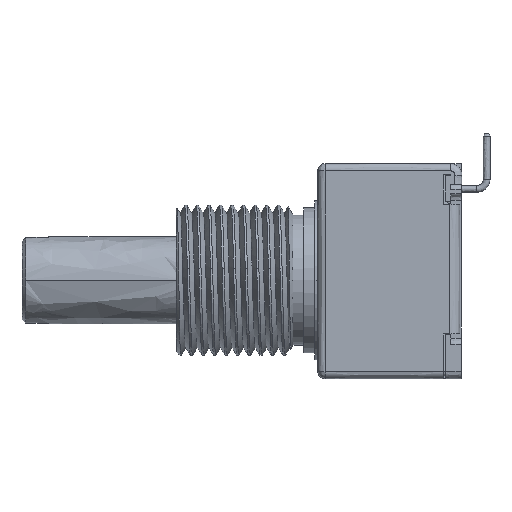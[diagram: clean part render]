
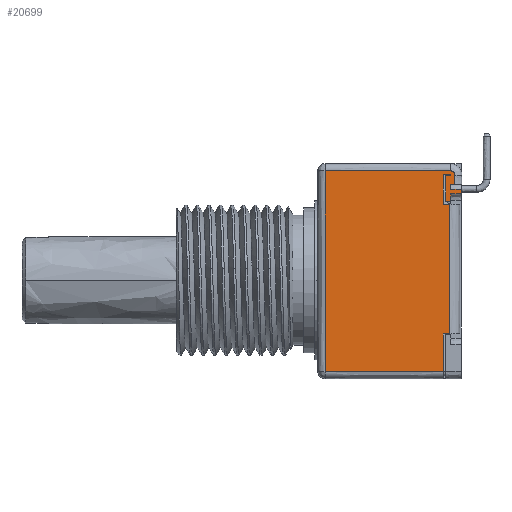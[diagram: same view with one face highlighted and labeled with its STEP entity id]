
A CAD part, left-side view. The second image highlights one B-rep face of the part: STEP entity #20699.
In plain terms, the highlighted free-form (B-spline) face has degree [1, 1] with [2, 2] control points.
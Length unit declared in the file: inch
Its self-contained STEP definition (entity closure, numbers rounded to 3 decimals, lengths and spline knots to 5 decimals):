
#939=DIRECTION('',(0.,0.,1.));
#940=VECTOR('',#939,0.012);
#941=CARTESIAN_POINT('',(-0.2805,-0.006,0.233));
#942=LINE('',#941,#940);
#6122=DIRECTION('',(0.,1.,0.));
#6123=VECTOR('',#6122,0.01031);
#6124=CARTESIAN_POINT('',(-0.2805,0.01169,0.2585));
#6125=LINE('',#6124,#6123);
#6129=DIRECTION('',(0.,0.,1.));
#6130=VECTOR('',#6129,0.0135);
#6131=CARTESIAN_POINT('',(-0.2805,0.022,0.245));
#6132=LINE('',#6131,#6130);
#6136=DIRECTION('',(0.,1.,0.));
#6137=VECTOR('',#6136,0.028);
#6138=CARTESIAN_POINT('',(-0.2805,-0.006,0.245));
#6139=LINE('',#6138,#6137);
#6143=DIRECTION('',(0.,1.,0.));
#6144=VECTOR('',#6143,0.028);
#6145=CARTESIAN_POINT('',(-0.2805,-0.006,0.233));
#6146=LINE('',#6145,#6144);
#6150=DIRECTION('',(0.,0.,1.));
#6151=VECTOR('',#6150,0.02);
#6152=CARTESIAN_POINT('',(-0.2805,0.022,0.213));
#6153=LINE('',#6152,#6151);
#6157=DIRECTION('',(0.,-1.,0.));
#6158=VECTOR('',#6157,0.014);
#6159=CARTESIAN_POINT('',(-0.2805,0.036,0.213));
#6160=LINE('',#6159,#6158);
#6164=DIRECTION('',(0.,0.,1.));
#6165=VECTOR('',#6164,0.07);
#6166=CARTESIAN_POINT('',(-0.2805,0.036,0.213));
#6167=LINE('',#6166,#6165);
#6171=DIRECTION('',(0.,-1.,0.));
#6172=VECTOR('',#6171,0.014);
#6173=CARTESIAN_POINT('',(-0.2805,0.036,0.283));
#6174=LINE('',#6173,#6172);
#6178=DIRECTION('',(0.,0.,1.));
#6179=VECTOR('',#6178,0.001);
#6180=CARTESIAN_POINT('',(-0.2805,0.022,0.283));
#6181=LINE('',#6180,#6179);
#6185=CARTESIAN_POINT('',(-0.2805,0.023,0.284));
#6186=DIRECTION('',(-1.,0.,0.));
#6187=DIRECTION('',(0.,-1.,0.));
#6188=AXIS2_PLACEMENT_3D('',#6185,#6186,#6187);
#6193=DIRECTION('',(0.,1.,0.));
#6194=VECTOR('',#6193,0.019);
#6195=CARTESIAN_POINT('',(-0.2805,0.023,0.285));
#6196=LINE('',#6195,#6194);
#6200=DIRECTION('',(0.,0.,1.));
#6201=VECTOR('',#6200,0.08);
#6202=CARTESIAN_POINT('',(-0.2805,0.042,0.205));
#6203=LINE('',#6202,#6201);
#6207=DIRECTION('',(0.,0.,1.));
#6208=VECTOR('',#6207,0.10131);
#6209=CARTESIAN_POINT('',(-0.2805,0.042,-0.24631));
#6210=LINE('',#6209,#6208);
#6214=CARTESIAN_POINT('',(-0.2805,0.023,0.284));
#6215=DIRECTION('',(1.,0.,0.));
#6216=DIRECTION('',(0.,0.,1.));
#6217=AXIS2_PLACEMENT_3D('',#6214,#6215,#6216);
#6222=DIRECTION('',(0.,0.,-1.));
#6223=VECTOR('',#6222,0.0255);
#6224=CARTESIAN_POINT('',(-0.2805,0.01169,0.284));
#6225=LINE('',#6224,#6223);
#6302=DIRECTION('',(0.,-1.,0.));
#6303=VECTOR('',#6302,0.017);
#6304=CARTESIAN_POINT('',(-0.2805,0.042,-0.145));
#6305=LINE('',#6304,#6303);
#6377=DIRECTION('',(0.,-1.,0.));
#6378=VECTOR('',#6377,0.017);
#6379=CARTESIAN_POINT('',(-0.2805,0.042,0.205));
#6380=LINE('',#6379,#6378);
#6441=DIRECTION('',(0.,0.,1.));
#6442=VECTOR('',#6441,0.35);
#6443=CARTESIAN_POINT('',(-0.2805,0.025,-0.145));
#6444=LINE('',#6443,#6442);
#7010=DIRECTION('',(0.,1.,0.));
#7011=VECTOR('',#7010,0.33831);
#7012=CARTESIAN_POINT('',(-0.2805,0.023,0.29531));
#7013=LINE('',#7012,#7011);
#7056=DIRECTION('',(0.,0.,1.));
#7057=VECTOR('',#7056,0.54163);
#7058=CARTESIAN_POINT('',(-0.2805,0.36131,-0.24631));
#7059=LINE('',#7058,#7057);
#7132=DIRECTION('',(0.,-1.,0.));
#7133=VECTOR('',#7132,0.31931);
#7134=CARTESIAN_POINT('',(-0.2805,0.36131,-0.24631));
#7135=LINE('',#7134,#7133);
#12092=CARTESIAN_POINT('',(-0.2805,0.36131,-0.24631));
#12093=CARTESIAN_POINT('',(-0.2805,0.36131,0.29531));
#12094=VERTEX_POINT('',#12092);
#12095=VERTEX_POINT('',#12093);
#12142=CARTESIAN_POINT('',(-0.2805,0.042,-0.24631));
#12144=VERTEX_POINT('',#12142);
#12194=CARTESIAN_POINT('',(-0.2805,0.025,-0.145));
#12196=VERTEX_POINT('',#12194);
#12200=CARTESIAN_POINT('',(-0.2805,0.025,0.205));
#12202=VERTEX_POINT('',#12200);
#12210=CARTESIAN_POINT('',(-0.2805,0.042,-0.145));
#12211=VERTEX_POINT('',#12210);
#12214=CARTESIAN_POINT('',(-0.2805,0.042,0.205));
#12215=VERTEX_POINT('',#12214);
#12274=CARTESIAN_POINT('',(-0.2805,0.022,0.284));
#12275=CARTESIAN_POINT('',(-0.2805,0.023,0.285));
#12276=VERTEX_POINT('',#12274);
#12277=VERTEX_POINT('',#12275);
#12288=CARTESIAN_POINT('',(-0.2805,0.01169,0.2585));
#12289=VERTEX_POINT('',#12288);
#12290=CARTESIAN_POINT('',(-0.2805,0.023,0.29531));
#12291=VERTEX_POINT('',#12290);
#12292=CARTESIAN_POINT('',(-0.2805,0.01169,0.284));
#12293=VERTEX_POINT('',#12292);
#12354=CARTESIAN_POINT('',(-0.2805,0.042,0.285));
#12355=VERTEX_POINT('',#12354);
#12952=CARTESIAN_POINT('',(-0.2805,-0.006,0.233));
#12953=CARTESIAN_POINT('',(-0.2805,0.022,0.233));
#12954=VERTEX_POINT('',#12952);
#12955=VERTEX_POINT('',#12953);
#12972=CARTESIAN_POINT('',(-0.2805,-0.006,0.245));
#12973=VERTEX_POINT('',#12972);
#12984=CARTESIAN_POINT('',(-0.2805,0.022,0.245));
#12985=VERTEX_POINT('',#12984);
#13008=CARTESIAN_POINT('',(-0.2805,0.036,0.213));
#13009=CARTESIAN_POINT('',(-0.2805,0.036,0.283));
#13010=VERTEX_POINT('',#13008);
#13011=VERTEX_POINT('',#13009);
#13018=CARTESIAN_POINT('',(-0.2805,0.022,0.213));
#13019=VERTEX_POINT('',#13018);
#13788=CARTESIAN_POINT('',(-0.2805,0.022,0.2585));
#13790=VERTEX_POINT('',#13788);
#13796=CARTESIAN_POINT('',(-0.2805,0.022,0.283));
#13798=VERTEX_POINT('',#13796);
#20655=CARTESIAN_POINT('',(-0.2805,-0.01335,-0.25715));
#20656=CARTESIAN_POINT('',(-0.2805,0.36866,-0.25715));
#20657=CARTESIAN_POINT('',(-0.2805,-0.01335,0.30615));
#20658=CARTESIAN_POINT('',(-0.2805,0.36866,0.30615));
#20659=B_SPLINE_SURFACE_WITH_KNOTS('',1,1,((#20655,#20656),(#20657,#20658)),
.UNSPECIFIED.,.F.,.F.,.F.,(2,2),(2,2),(0.00885,0.57215),(
-0.01335,0.36866),.UNSPECIFIED.);
#20661=ORIENTED_EDGE('',*,*,#20660,.T.);
#20662=ORIENTED_EDGE('',*,*,#19356,.F.);
#20664=ORIENTED_EDGE('',*,*,#20663,.F.);
#20665=ORIENTED_EDGE('',*,*,#14113,.F.);
#20667=ORIENTED_EDGE('',*,*,#20666,.T.);
#20668=ORIENTED_EDGE('',*,*,#19274,.F.);
#20670=ORIENTED_EDGE('',*,*,#20669,.F.);
#20671=ORIENTED_EDGE('',*,*,#19546,.T.);
#20672=ORIENTED_EDGE('',*,*,#19964,.T.);
#20674=ORIENTED_EDGE('',*,*,#20673,.T.);
#20676=ORIENTED_EDGE('',*,*,#20675,.T.);
#20678=ORIENTED_EDGE('',*,*,#20677,.T.);
#20679=ORIENTED_EDGE('',*,*,#19807,.F.);
#20681=ORIENTED_EDGE('',*,*,#20680,.T.);
#20683=ORIENTED_EDGE('',*,*,#20682,.F.);
#20685=ORIENTED_EDGE('',*,*,#20684,.F.);
#20686=ORIENTED_EDGE('',*,*,#19831,.F.);
#20688=ORIENTED_EDGE('',*,*,#20687,.F.);
#20690=ORIENTED_EDGE('',*,*,#20689,.T.);
#20692=ORIENTED_EDGE('',*,*,#20691,.F.);
#20694=ORIENTED_EDGE('',*,*,#20693,.T.);
#20696=ORIENTED_EDGE('',*,*,#20695,.T.);
#20697=EDGE_LOOP('',(#20661,#20662,#20664,#20665,#20667,#20668,#20670,#20671,
#20672,#20674,#20676,#20678,#20679,#20681,#20683,#20685,#20686,#20688,#20690,
#20692,#20694,#20696));
#20698=FACE_OUTER_BOUND('',#20697,.F.);
#20699=ADVANCED_FACE('',(#20698),#20659,.T.);
#6189=CIRCLE('',#6188,0.001);
#6218=CIRCLE('',#6217,0.01131);
#14113=EDGE_CURVE('',#12954,#12973,#942,.T.);
#19274=EDGE_CURVE('',#13019,#12955,#6153,.T.);
#19356=EDGE_CURVE('',#12985,#13790,#6132,.T.);
#19546=EDGE_CURVE('',#13010,#13011,#6167,.T.);
#19807=EDGE_CURVE('',#12215,#12355,#6203,.T.);
#19831=EDGE_CURVE('',#12144,#12211,#6210,.T.);
#19964=EDGE_CURVE('',#13011,#13798,#6174,.T.);
#20660=EDGE_CURVE('',#12289,#13790,#6125,.T.);
#20663=EDGE_CURVE('',#12973,#12985,#6139,.T.);
#20666=EDGE_CURVE('',#12954,#12955,#6146,.T.);
#20669=EDGE_CURVE('',#13010,#13019,#6160,.T.);
#20673=EDGE_CURVE('',#13798,#12276,#6181,.T.);
#20675=EDGE_CURVE('',#12276,#12277,#6189,.T.);
#20677=EDGE_CURVE('',#12277,#12355,#6196,.T.);
#20680=EDGE_CURVE('',#12215,#12202,#6380,.T.);
#20682=EDGE_CURVE('',#12196,#12202,#6444,.T.);
#20684=EDGE_CURVE('',#12211,#12196,#6305,.T.);
#20687=EDGE_CURVE('',#12094,#12144,#7135,.T.);
#20689=EDGE_CURVE('',#12094,#12095,#7059,.T.);
#20691=EDGE_CURVE('',#12291,#12095,#7013,.T.);
#20693=EDGE_CURVE('',#12291,#12293,#6218,.T.);
#20695=EDGE_CURVE('',#12293,#12289,#6225,.T.);
